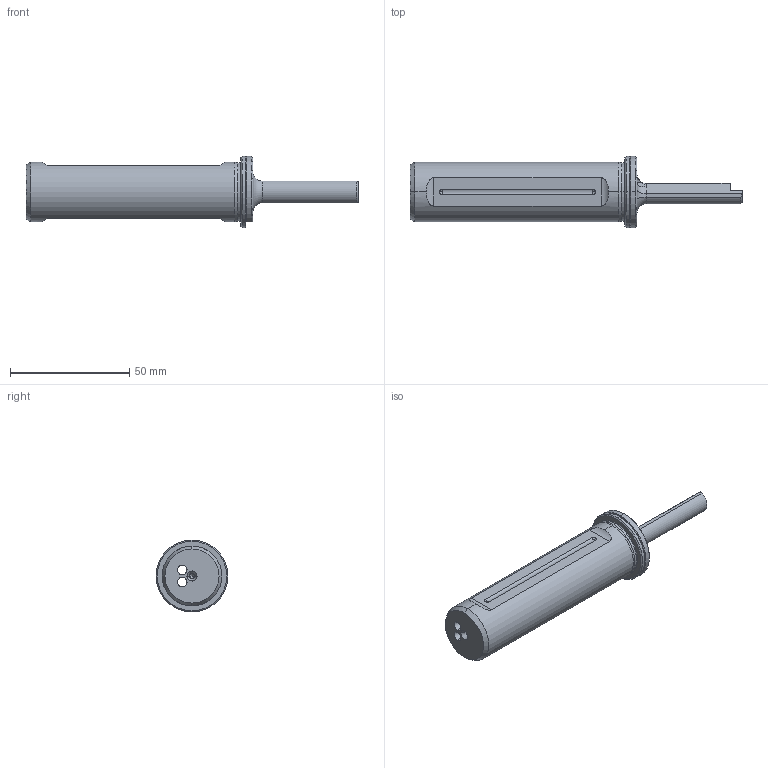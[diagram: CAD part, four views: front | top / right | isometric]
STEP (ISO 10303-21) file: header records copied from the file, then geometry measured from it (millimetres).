
FILE_DESCRIPTION (( 'STEP AP203' ), '1' );
FILE_NAME ('UT-SQ-10_13-25.STEP', '2023-07-17T08:36:19', ( 'TECNICO' ), ( '' ), 'SwSTEP 2.0', 'SolidWorks 2020', '' );
FILE_SCHEMA (( 'CONFIG_CONTROL_DESIGN' ));
Length unit declared in the file: millimetre
Products named in the file (1): UT-SQ-10_13-25
Bounding box: 139 x 30 x 30 mm (x, y, z)
Volume: 45370.6 mm3; surface area: 12399.4 mm2
Topology: 1 solids, 1 shells, 108 faces, 265 edges, 155 vertices
Faces by surface type: cylinder 40, cone 27, plane 24, torus 9, sphere 8
Entity records: 3476 total; most frequent: CARTESIAN_POINT 897, DIRECTION 543, ORIENTED_EDGE 514, EDGE_CURVE 257, AXIS2_PLACEMENT_3D 213, VERTEX_POINT 155, VECTOR 117, LINE 117
